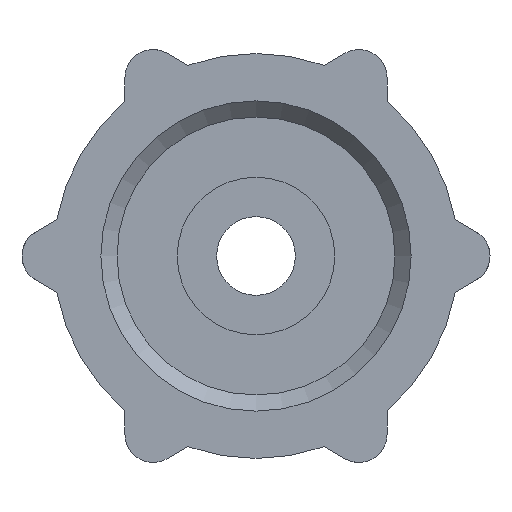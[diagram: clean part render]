
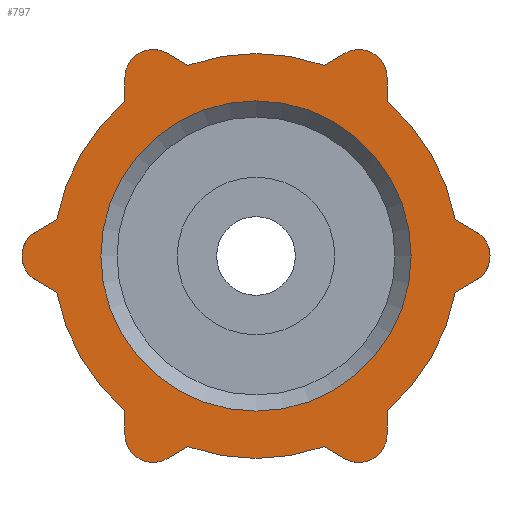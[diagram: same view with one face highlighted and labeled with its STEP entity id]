
A CAD part, front view. The second image highlights one B-rep face of the part: STEP entity #797.
In plain terms, the highlighted planar face has unit normal (0, -1, 0).
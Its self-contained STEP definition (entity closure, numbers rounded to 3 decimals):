
#50=PLANE('',#886);
#71=LINE('',#1247,#108);
#75=LINE('',#1264,#112);
#79=LINE('',#1281,#116);
#83=LINE('',#1298,#120);
#85=LINE('',#1306,#122);
#91=LINE('',#1400,#128);
#92=LINE('',#1405,#129);
#93=LINE('',#1410,#130);
#95=LINE('',#1418,#132);
#98=LINE('',#1451,#135);
#101=LINE('',#1481,#138);
#103=LINE('',#1492,#140);
#108=VECTOR('',#928,2.127);
#112=VECTOR('',#940,2.127);
#116=VECTOR('',#952,2.127);
#120=VECTOR('',#964,2.127);
#122=VECTOR('',#968,2.127);
#128=VECTOR('',#992,2.127);
#129=VECTOR('',#995,2.127);
#130=VECTOR('',#998,2.127);
#132=VECTOR('',#1002,2.127);
#135=VECTOR('',#1017,2.127);
#138=VECTOR('',#1026,2.127);
#140=VECTOR('',#1036,2.127);
#183=FACE_BOUND('',#301,.T.);
#233=FACE_OUTER_BOUND('',#300,.T.);
#300=EDGE_LOOP('',(#687,#688,#689,#690,#691,#692,#693,#694,#695,#696,#697,
#698,#699,#700,#701,#702,#703,#704,#705,#706,#707,#708,#709,#710));
#301=EDGE_LOOP('',(#711));
#318=CIRCLE('',#816,18.);
#320=CIRCLE('',#820,18.);
#322=CIRCLE('',#824,18.);
#324=CIRCLE('',#828,18.);
#325=CIRCLE('',#832,2.5);
#326=CIRCLE('',#834,2.5);
#327=CIRCLE('',#836,2.5);
#328=CIRCLE('',#838,2.5);
#329=CIRCLE('',#844,2.5);
#331=CIRCLE('',#847,18.);
#332=CIRCLE('',#850,2.5);
#334=CIRCLE('',#854,18.);
#349=CIRCLE('',#885,13.794);
#363=VERTEX_POINT('',#1233);
#364=VERTEX_POINT('',#1235);
#367=VERTEX_POINT('',#1244);
#368=VERTEX_POINT('',#1246);
#371=VERTEX_POINT('',#1253);
#372=VERTEX_POINT('',#1255);
#374=VERTEX_POINT('',#1263);
#377=VERTEX_POINT('',#1270);
#378=VERTEX_POINT('',#1272);
#380=VERTEX_POINT('',#1280);
#383=VERTEX_POINT('',#1287);
#384=VERTEX_POINT('',#1289);
#386=VERTEX_POINT('',#1297);
#388=VERTEX_POINT('',#1305);
#391=VERTEX_POINT('',#1327);
#394=VERTEX_POINT('',#1349);
#397=VERTEX_POINT('',#1371);
#400=VERTEX_POINT('',#1393);
#402=VERTEX_POINT('',#1416);
#405=VERTEX_POINT('',#1441);
#407=VERTEX_POINT('',#1449);
#410=VERTEX_POINT('',#1471);
#412=VERTEX_POINT('',#1479);
#414=VERTEX_POINT('',#1485);
#429=VERTEX_POINT('',#1536);
#445=EDGE_CURVE('',#364,#363,#318,.T.);
#449=EDGE_CURVE('',#368,#367,#71,.T.);
#453=EDGE_CURVE('',#372,#371,#320,.T.);
#456=EDGE_CURVE('',#374,#364,#75,.T.);
#460=EDGE_CURVE('',#378,#377,#322,.T.);
#463=EDGE_CURVE('',#380,#372,#79,.T.);
#467=EDGE_CURVE('',#384,#383,#324,.T.);
#470=EDGE_CURVE('',#386,#384,#83,.T.);
#473=EDGE_CURVE('',#388,#378,#85,.T.);
#477=EDGE_CURVE('',#391,#374,#325,.T.);
#481=EDGE_CURVE('',#394,#380,#326,.T.);
#485=EDGE_CURVE('',#397,#388,#327,.T.);
#489=EDGE_CURVE('',#400,#386,#328,.T.);
#492=EDGE_CURVE('',#383,#397,#91,.T.);
#494=EDGE_CURVE('',#377,#394,#92,.T.);
#496=EDGE_CURVE('',#371,#391,#93,.T.);
#499=EDGE_CURVE('',#363,#402,#95,.T.);
#502=EDGE_CURVE('',#402,#368,#329,.T.);
#505=EDGE_CURVE('',#367,#405,#331,.T.);
#508=EDGE_CURVE('',#405,#407,#98,.T.);
#512=EDGE_CURVE('',#407,#410,#332,.T.);
#515=EDGE_CURVE('',#410,#412,#101,.T.);
#518=EDGE_CURVE('',#412,#414,#334,.T.);
#520=EDGE_CURVE('',#414,#400,#103,.T.);
#535=EDGE_CURVE('',#429,#429,#349,.T.);
#687=ORIENTED_EDGE('',*,*,#489,.T.);
#688=ORIENTED_EDGE('',*,*,#470,.T.);
#689=ORIENTED_EDGE('',*,*,#467,.T.);
#690=ORIENTED_EDGE('',*,*,#492,.T.);
#691=ORIENTED_EDGE('',*,*,#485,.T.);
#692=ORIENTED_EDGE('',*,*,#473,.T.);
#693=ORIENTED_EDGE('',*,*,#460,.T.);
#694=ORIENTED_EDGE('',*,*,#494,.T.);
#695=ORIENTED_EDGE('',*,*,#481,.T.);
#696=ORIENTED_EDGE('',*,*,#463,.T.);
#697=ORIENTED_EDGE('',*,*,#453,.T.);
#698=ORIENTED_EDGE('',*,*,#496,.T.);
#699=ORIENTED_EDGE('',*,*,#477,.T.);
#700=ORIENTED_EDGE('',*,*,#456,.T.);
#701=ORIENTED_EDGE('',*,*,#445,.T.);
#702=ORIENTED_EDGE('',*,*,#499,.T.);
#703=ORIENTED_EDGE('',*,*,#502,.T.);
#704=ORIENTED_EDGE('',*,*,#449,.T.);
#705=ORIENTED_EDGE('',*,*,#505,.T.);
#706=ORIENTED_EDGE('',*,*,#508,.T.);
#707=ORIENTED_EDGE('',*,*,#512,.T.);
#708=ORIENTED_EDGE('',*,*,#515,.T.);
#709=ORIENTED_EDGE('',*,*,#518,.T.);
#710=ORIENTED_EDGE('',*,*,#520,.T.);
#711=ORIENTED_EDGE('',*,*,#535,.T.);
#797=ADVANCED_FACE('',(#233,#183),#50,.T.);
#816=AXIS2_PLACEMENT_3D('',#1236,#922,#923);
#820=AXIS2_PLACEMENT_3D('',#1256,#935,#936);
#824=AXIS2_PLACEMENT_3D('',#1273,#947,#948);
#828=AXIS2_PLACEMENT_3D('',#1290,#959,#960);
#832=AXIS2_PLACEMENT_3D('',#1328,#972,#973);
#834=AXIS2_PLACEMENT_3D('',#1350,#977,#978);
#836=AXIS2_PLACEMENT_3D('',#1372,#982,#983);
#838=AXIS2_PLACEMENT_3D('',#1394,#987,#988);
#844=AXIS2_PLACEMENT_3D('',#1437,#1005,#1006);
#847=AXIS2_PLACEMENT_3D('',#1443,#1012,#1013);
#850=AXIS2_PLACEMENT_3D('',#1473,#1021,#1022);
#854=AXIS2_PLACEMENT_3D('',#1487,#1032,#1033);
#885=AXIS2_PLACEMENT_3D('',#1537,#1095,#1096);
#886=AXIS2_PLACEMENT_3D('',#1538,#1097,#1098);
#922=DIRECTION('center_axis',(0.,-1.,0.));
#923=DIRECTION('ref_axis',(0.647,0.,-0.762));
#928=DIRECTION('',(-0.866,0.,0.5));
#935=DIRECTION('center_axis',(0.,-1.,0.));
#936=DIRECTION('ref_axis',(-0.337,0.,-0.942));
#940=DIRECTION('',(0.,0.,1.));
#947=DIRECTION('center_axis',(0.,-1.,0.));
#948=DIRECTION('ref_axis',(-0.984,0.,-0.179));
#952=DIRECTION('',(0.866,0.,0.5));
#959=DIRECTION('center_axis',(0.,-1.,0.));
#960=DIRECTION('ref_axis',(-0.647,0.,0.762));
#964=DIRECTION('',(0.,0.,-1.));
#968=DIRECTION('',(0.866,0.,-0.5));
#972=DIRECTION('center_axis',(0.,-1.,0.));
#973=DIRECTION('ref_axis',(-0.5,0.,-0.866));
#977=DIRECTION('center_axis',(0.,-1.,0.));
#978=DIRECTION('ref_axis',(-1.,0.,0.));
#982=DIRECTION('center_axis',(0.,-1.,0.));
#983=DIRECTION('ref_axis',(-0.5,0.,0.866));
#987=DIRECTION('center_axis',(0.,-1.,0.));
#988=DIRECTION('ref_axis',(0.5,0.,0.866));
#992=DIRECTION('',(-0.866,0.,-0.5));
#995=DIRECTION('',(0.,0.,-1.));
#998=DIRECTION('',(0.866,0.,-0.5));
#1002=DIRECTION('',(0.866,0.,0.5));
#1005=DIRECTION('center_axis',(0.,-1.,0.));
#1006=DIRECTION('ref_axis',(0.5,0.,-0.866));
#1012=DIRECTION('center_axis',(0.,-1.,0.));
#1013=DIRECTION('ref_axis',(0.984,0.,0.179));
#1017=DIRECTION('',(0.,0.,1.));
#1021=DIRECTION('center_axis',(0.,-1.,0.));
#1022=DIRECTION('ref_axis',(1.,0.,0.));
#1026=DIRECTION('',(-0.866,0.,-0.5));
#1032=DIRECTION('center_axis',(0.,-1.,0.));
#1033=DIRECTION('ref_axis',(0.337,0.,0.942));
#1036=DIRECTION('',(-0.866,0.,0.5));
#1095=DIRECTION('center_axis',(0.,1.,0.));
#1096=DIRECTION('ref_axis',(1.,0.,0.));
#1097=DIRECTION('center_axis',(0.,-1.,0.));
#1098=DIRECTION('ref_axis',(0.,0.,-1.));
#1233=CARTESIAN_POINT('',(17.708,0.,-3.228));
#1235=CARTESIAN_POINT('',(11.65,0.,-13.721));
#1236=CARTESIAN_POINT('Origin',(0.,0.,0.));
#1244=CARTESIAN_POINT('',(17.708,0.,3.228));
#1246=CARTESIAN_POINT('',(19.55,0.,2.165));
#1247=CARTESIAN_POINT('',(3.967,0.,11.162));
#1253=CARTESIAN_POINT('',(6.058,0.,-16.95));
#1255=CARTESIAN_POINT('',(-6.058,0.,-16.95));
#1256=CARTESIAN_POINT('Origin',(0.,0.,0.));
#1263=CARTESIAN_POINT('',(11.65,0.,-15.848));
#1264=CARTESIAN_POINT('',(11.65,0.,-6.861));
#1270=CARTESIAN_POINT('',(-11.65,0.,-13.721));
#1272=CARTESIAN_POINT('',(-17.708,0.,-3.228));
#1273=CARTESIAN_POINT('Origin',(0.,0.,0.));
#1280=CARTESIAN_POINT('',(-7.9,0.,-18.013));
#1281=CARTESIAN_POINT('',(-7.917,0.,-18.023));
#1287=CARTESIAN_POINT('',(-17.708,0.,3.228));
#1289=CARTESIAN_POINT('',(-11.65,0.,13.721));
#1290=CARTESIAN_POINT('Origin',(0.,0.,0.));
#1297=CARTESIAN_POINT('',(-11.65,0.,15.848));
#1298=CARTESIAN_POINT('',(-11.65,0.,6.861));
#1305=CARTESIAN_POINT('',(-19.55,0.,-2.165));
#1306=CARTESIAN_POINT('',(-19.567,0.,-2.156));
#1327=CARTESIAN_POINT('',(7.9,0.,-18.013));
#1328=CARTESIAN_POINT('Origin',(9.15,0.,-15.848));
#1349=CARTESIAN_POINT('',(-11.65,0.,-15.848));
#1350=CARTESIAN_POINT('Origin',(-9.15,0.,-15.848));
#1371=CARTESIAN_POINT('',(-19.55,0.,2.165));
#1372=CARTESIAN_POINT('Origin',(-18.3,0.,0.));
#1393=CARTESIAN_POINT('',(-7.9,0.,18.013));
#1394=CARTESIAN_POINT('Origin',(-9.15,0.,15.848));
#1400=CARTESIAN_POINT('',(-20.488,0.,1.624));
#1405=CARTESIAN_POINT('',(-11.65,0.,-7.924));
#1410=CARTESIAN_POINT('',(-6.762,0.,-9.548));
#1416=CARTESIAN_POINT('',(19.55,0.,-2.165));
#1418=CARTESIAN_POINT('',(4.887,0.,-10.63));
#1437=CARTESIAN_POINT('Origin',(18.3,0.,0.));
#1441=CARTESIAN_POINT('',(11.65,0.,13.721));
#1443=CARTESIAN_POINT('Origin',(0.,0.,0.));
#1449=CARTESIAN_POINT('',(11.65,0.,15.848));
#1451=CARTESIAN_POINT('',(11.65,0.,7.924));
#1471=CARTESIAN_POINT('',(7.9,0.,18.013));
#1473=CARTESIAN_POINT('Origin',(9.15,0.,15.848));
#1479=CARTESIAN_POINT('',(6.058,0.,16.95));
#1481=CARTESIAN_POINT('',(-7.683,0.,9.016));
#1485=CARTESIAN_POINT('',(-6.058,0.,16.95));
#1487=CARTESIAN_POINT('Origin',(0.,0.,0.));
#1492=CARTESIAN_POINT('',(-8.837,0.,18.555));
#1536=CARTESIAN_POINT('',(-13.794,0.,0.));
#1537=CARTESIAN_POINT('Origin',(0.,0.,0.));
#1538=CARTESIAN_POINT('Origin',(-20.8,0.,0.));
